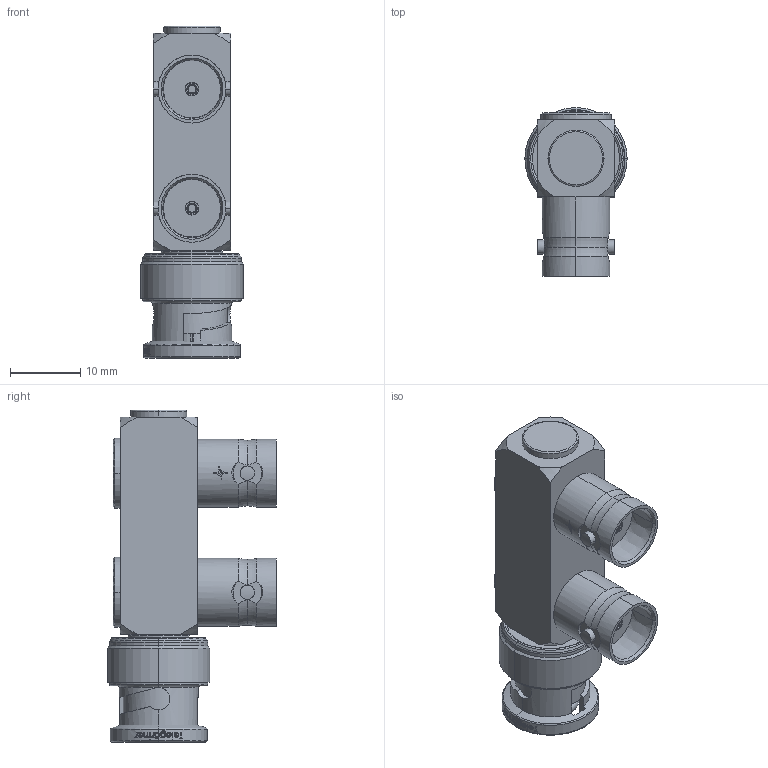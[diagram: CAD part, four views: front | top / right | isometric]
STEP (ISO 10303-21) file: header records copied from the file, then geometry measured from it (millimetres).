
FILE_DESCRIPTION (( 'STEP AP214' ), '1' );
FILE_NAME ('J01005A0003.STEP', '2018-02-28T08:52:12', ( '' ), ( '' ), 'SwSTEP 2.0', 'SolidWorks 2017', '' );
FILE_SCHEMA (( 'AUTOMOTIVE_DESIGN' ));
Length unit declared in the file: millimetre
Products named in the file (1): J01005A0003
Bounding box: 14.6 x 24.1 x 47.35 mm (x, y, z)
Volume: 6889.2 mm3; surface area: 3788.5 mm2
Topology: 1 solids, 1 shells, 488 faces, 1256 edges, 822 vertices
Faces by surface type: plane 184, cylinder 114, bspline 78, cone 68, torus 44
Entity records: 23511 total; most frequent: CARTESIAN_POINT 7041, ORIENTED_EDGE 2512, DIRECTION 2044, EDGE_CURVE 1256, VERTEX_POINT 822, AXIS2_PLACEMENT_3D 766, EDGE_LOOP 544, LINE 512
